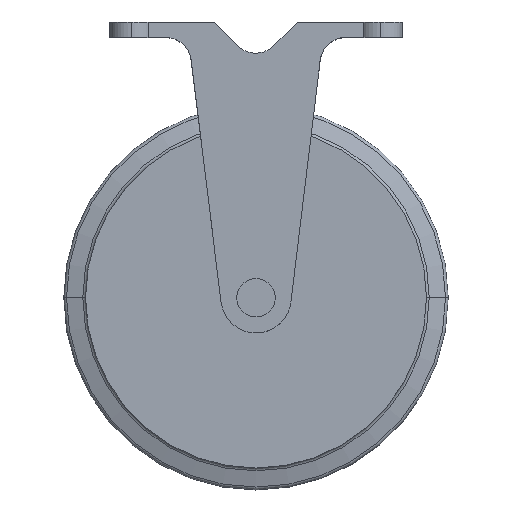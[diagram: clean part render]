
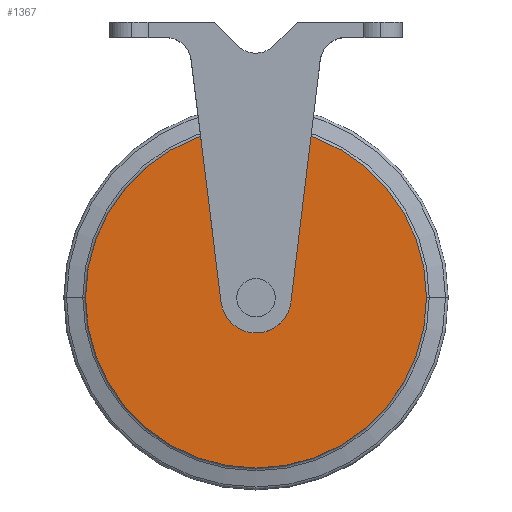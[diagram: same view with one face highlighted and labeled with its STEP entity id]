
A CAD part, top view. The second image highlights one B-rep face of the part: STEP entity #1367.
In plain terms, the highlighted planar face has unit normal (0, 0, 1).
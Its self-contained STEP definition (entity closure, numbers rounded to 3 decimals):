
#9 = EDGE_CURVE ( 'NONE', #1583, #612, #822, .T. ) ;
#89 = DIRECTION ( 'NONE',  ( 1., 0., 0. ) ) ;
#90 = EDGE_CURVE ( 'NONE', #557, #867, #616, .T. ) ;
#142 = CARTESIAN_POINT ( 'NONE',  ( 0., -215., 45. ) ) ;
#311 = AXIS2_PLACEMENT_3D ( 'NONE', #1105, #1692, #1946 ) ;
#318 = ORIENTED_EDGE ( 'NONE', *, *, #1676, .T. ) ;
#352 = CARTESIAN_POINT ( 'NONE',  ( 0., -215.129, 45. ) ) ;
#369 = FACE_OUTER_BOUND ( 'NONE', #1883, .T. ) ;
#513 = CARTESIAN_POINT ( 'NONE',  ( -15., -215.129, 45. ) ) ;
#557 = VERTEX_POINT ( 'NONE', #513 ) ;
#577 = DIRECTION ( 'NONE',  ( 0., 0., 1. ) ) ;
#612 = VERTEX_POINT ( 'NONE', #1185 ) ;
#616 = CIRCLE ( 'NONE', #1005, 15. ) ;
#640 = CARTESIAN_POINT ( 'NONE',  ( 15., -215.129, 45. ) ) ;
#669 = ORIENTED_EDGE ( 'NONE', *, *, #2246, .F. ) ;
#733 = CIRCLE ( 'NONE', #2195, 133. ) ;
#822 = CIRCLE ( 'NONE', #1649, 133. ) ;
#849 = CARTESIAN_POINT ( 'NONE',  ( 133., -215., 45. ) ) ;
#867 = VERTEX_POINT ( 'NONE', #640 ) ;
#889 = DIRECTION ( 'NONE',  ( 0., 0., 1. ) ) ;
#1005 = AXIS2_PLACEMENT_3D ( 'NONE', #352, #1763, #1520 ) ;
#1090 = PLANE ( 'NONE',  #311 ) ;
#1105 = CARTESIAN_POINT ( 'NONE',  ( 0., -348., 45. ) ) ;
#1164 = ORIENTED_EDGE ( 'NONE', *, *, #90, .F. ) ;
#1167 = DIRECTION ( 'NONE',  ( 1., 0., 0. ) ) ;
#1185 = CARTESIAN_POINT ( 'NONE',  ( -133., -215., 45. ) ) ;
#1362 = DIRECTION ( 'NONE',  ( 1., 0., 0. ) ) ;
#1365 = ORIENTED_EDGE ( 'NONE', *, *, #9, .T. ) ;
#1367 = ADVANCED_FACE ( 'NONE', ( #369, #2129 ), #1090, .T. ) ;
#1486 = DIRECTION ( 'NONE',  ( 0., 0., 1. ) ) ;
#1520 = DIRECTION ( 'NONE',  ( 1., 0., 0. ) ) ;
#1583 = VERTEX_POINT ( 'NONE', #849 ) ;
#1614 = EDGE_LOOP ( 'NONE', ( #1164, #669 ) ) ;
#1615 = AXIS2_PLACEMENT_3D ( 'NONE', #1925, #577, #1167 ) ;
#1649 = AXIS2_PLACEMENT_3D ( 'NONE', #142, #889, #89 ) ;
#1676 = EDGE_CURVE ( 'NONE', #612, #1583, #733, .T. ) ;
#1692 = DIRECTION ( 'NONE',  ( 0., 0., 1. ) ) ;
#1763 = DIRECTION ( 'NONE',  ( 0., 0., 1. ) ) ;
#1808 = CARTESIAN_POINT ( 'NONE',  ( 0., -215., 45. ) ) ;
#1883 = EDGE_LOOP ( 'NONE', ( #1365, #318 ) ) ;
#1925 = CARTESIAN_POINT ( 'NONE',  ( 0., -215.129, 45. ) ) ;
#1946 = DIRECTION ( 'NONE',  ( 1., 0., 0. ) ) ;
#2057 = CIRCLE ( 'NONE', #1615, 15. ) ;
#2129 = FACE_BOUND ( 'NONE', #1614, .T. ) ;
#2195 = AXIS2_PLACEMENT_3D ( 'NONE', #1808, #1486, #1362 ) ;
#2246 = EDGE_CURVE ( 'NONE', #867, #557, #2057, .T. ) ;
